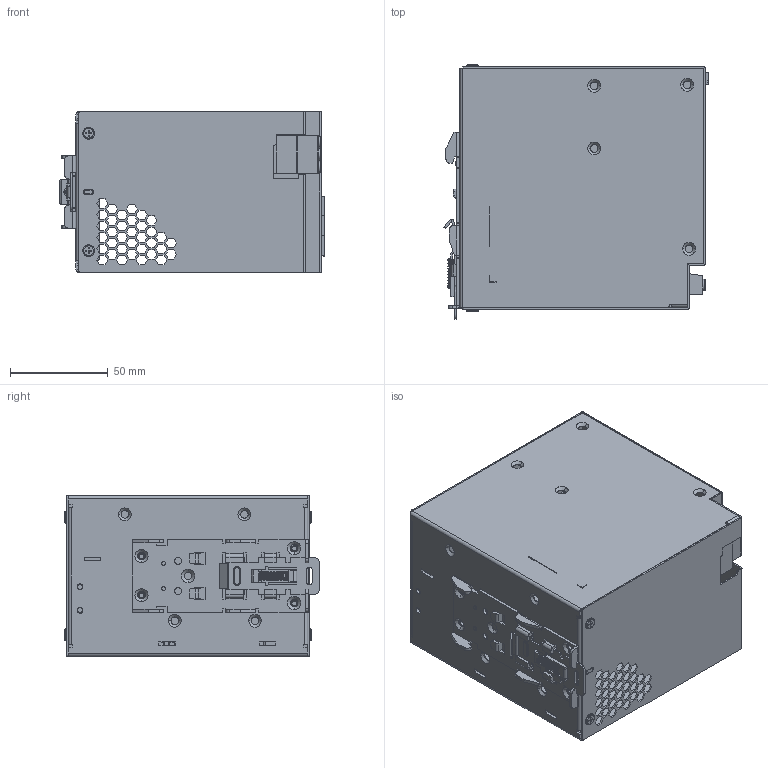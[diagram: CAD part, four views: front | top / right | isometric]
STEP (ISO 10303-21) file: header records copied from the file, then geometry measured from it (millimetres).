
FILE_DESCRIPTION (( 'STEP AP214' ), '1' );
FILE_NAME ('PSN24-480.STEP', '2020-08-28T16:44:46', ( '' ), ( '' ), 'SwSTEP 2.0', 'SolidWorks 2019', '' );
FILE_SCHEMA (( 'AUTOMOTIVE_DESIGN' ));
Length unit declared in the file: inch
Products named in the file (1): PSN24-480
Bounding box: 135.14 x 130 x 82 mm (x, y, z)
Volume: 103357.3 mm3; surface area: 175061.7 mm2
Topology: 26 solids, 26 shells, 2160 faces, 5724 edges, 3684 vertices
Faces by surface type: plane 1574, cylinder 430, cone 78, bspline 65, torus 13
Full cylindrical faces by diameter (mm): 3.4 x1, 3.9 x6, 4 x6, 4.9 x3, 5.76 x3, 6 x4
Entity records: 88220 total; most frequent: CARTESIAN_POINT 17734, ORIENTED_EDGE 11276, DIRECTION 10438, EDGE_CURVE 5638, LINE 4286, VECTOR 4286, VERTEX_POINT 3644, AXIS2_PLACEMENT_3D 3076
